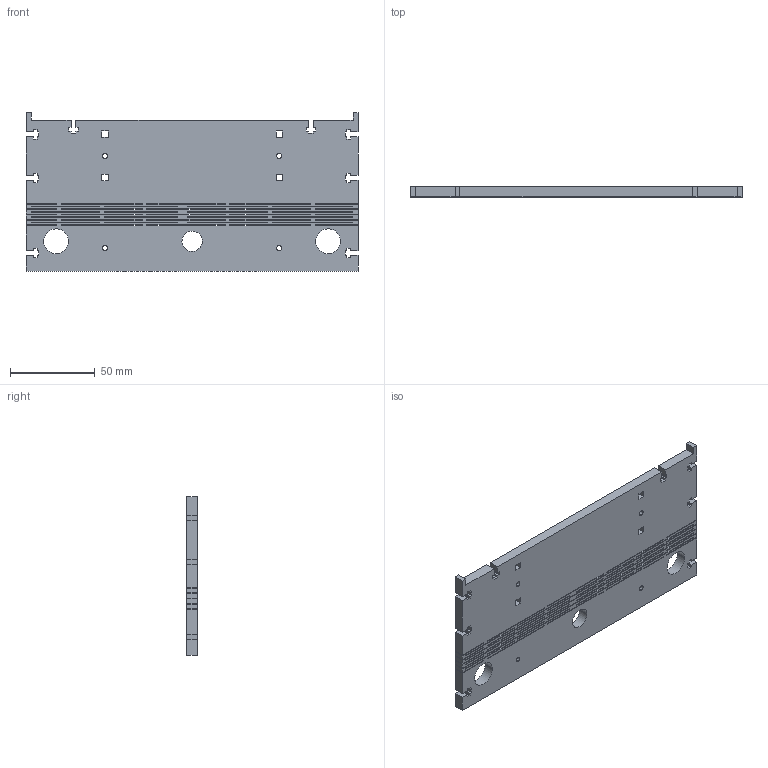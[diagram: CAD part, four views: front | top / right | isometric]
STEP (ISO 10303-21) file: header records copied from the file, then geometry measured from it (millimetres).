
FILE_DESCRIPTION (( 'STEP AP214' ), '1' );
FILE_NAME ('1505-A.STEP', '2015-03-20T14:12:32', ( '' ), ( '' ), 'SwSTEP 2.0', 'SolidWorks 2014', '' );
FILE_SCHEMA (( 'AUTOMOTIVE_DESIGN' ));
Length unit declared in the file: millimetre
Products named in the file (1): 1505-A
Bounding box: 195.84 x 6 x 93.51 mm (x, y, z)
Volume: 96410.5 mm3; surface area: 57858.1 mm2
Topology: 1 solids, 1 shells, 538 faces, 1577 edges, 1052 vertices
Faces by surface type: plane 359, bspline 179
Entity records: 18995 total; most frequent: CARTESIAN_POINT 5729, ORIENTED_EDGE 3154, DIRECTION 1933, EDGE_CURVE 1577, VECTOR 1213, LINE 1213, VERTEX_POINT 1052, EDGE_LOOP 643
